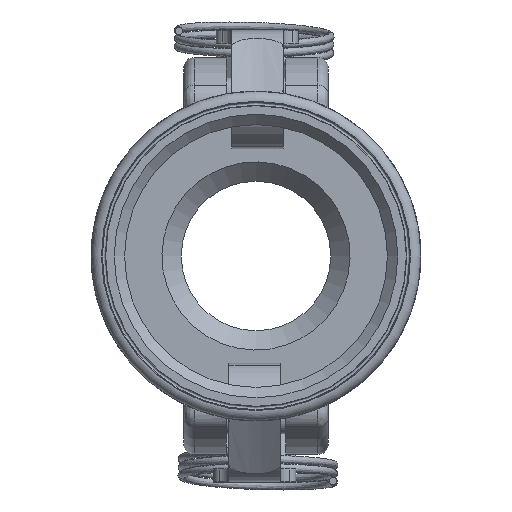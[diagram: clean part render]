
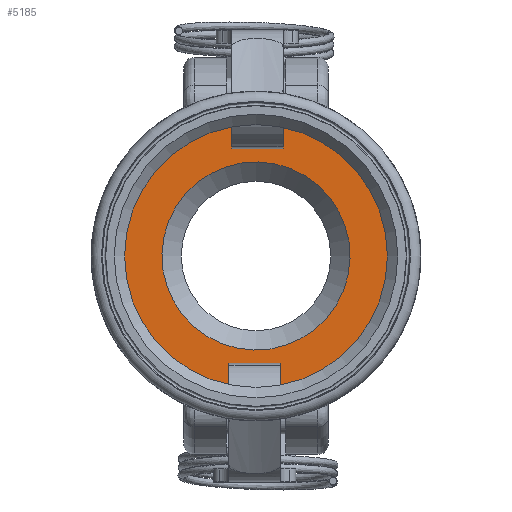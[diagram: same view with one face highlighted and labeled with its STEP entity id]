
A CAD part, left-side view. The second image highlights one B-rep face of the part: STEP entity #5185.
In plain terms, the highlighted planar face has unit normal (-1, 0, 0).
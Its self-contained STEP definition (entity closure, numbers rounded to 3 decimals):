
#78=FACE_BOUND('',#1678,.T.);
#944=PLANE('',#5581);
#1109=CIRCLE('',#5577,18.25);
#1111=CIRCLE('',#5580,26.75);
#1404=FACE_OUTER_BOUND('',#1677,.T.);
#1677=EDGE_LOOP('',(#3827));
#1678=EDGE_LOOP('',(#3828));
#2175=VERTEX_POINT('',#9315);
#2177=VERTEX_POINT('',#9321);
#2786=EDGE_CURVE('',#2175,#2175,#1109,.T.);
#2790=EDGE_CURVE('',#2177,#2177,#1111,.T.);
#3827=ORIENTED_EDGE('',*,*,#2790,.T.);
#3828=ORIENTED_EDGE('',*,*,#2786,.T.);
#5185=ADVANCED_FACE('',(#1404,#78),#944,.T.);
#5577=AXIS2_PLACEMENT_3D('',#9316,#6511,#6512);
#5580=AXIS2_PLACEMENT_3D('',#9323,#6519,#6520);
#5581=AXIS2_PLACEMENT_3D('',#9324,#6521,#6522);
#6511=DIRECTION('center_axis',(1.,0.,0.));
#6512=DIRECTION('ref_axis',(0.,-0.749,-0.663));
#6519=DIRECTION('center_axis',(-1.,0.,0.));
#6520=DIRECTION('ref_axis',(0.,-0.749,-0.663));
#6521=DIRECTION('center_axis',(-1.,0.,0.));
#6522=DIRECTION('ref_axis',(0.,-0.663,0.749));
#9315=CARTESIAN_POINT('',(14.5,13.67,12.091));
#9316=CARTESIAN_POINT('Origin',(14.5,0.,0.));
#9321=CARTESIAN_POINT('',(14.5,20.037,17.723));
#9323=CARTESIAN_POINT('Origin',(14.5,0.,0.));
#9324=CARTESIAN_POINT('Origin',(14.5,0.,0.));
